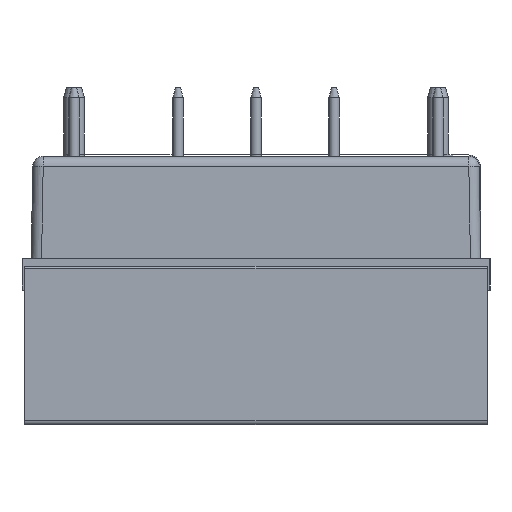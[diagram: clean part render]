
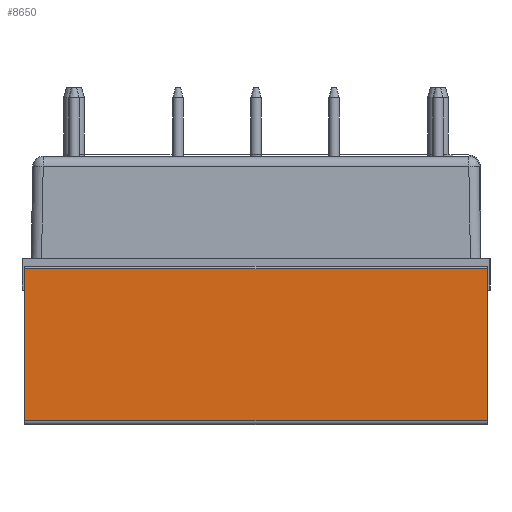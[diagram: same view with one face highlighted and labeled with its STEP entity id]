
A CAD part, left-side view. The second image highlights one B-rep face of the part: STEP entity #8650.
In plain terms, the highlighted planar face has unit normal (-1, 0, 0).
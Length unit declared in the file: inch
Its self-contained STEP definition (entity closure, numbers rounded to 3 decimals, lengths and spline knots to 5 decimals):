
#3369 = CARTESIAN_POINT ( 'NONE',  ( -1.36136, -1.00222, 1.10864 ) ) ;
#3584 = CARTESIAN_POINT ( 'NONE',  ( -1.36136, 0.77778, 1.69364 ) ) ;
#3592 = CARTESIAN_POINT ( 'NONE',  ( -1.36136, -1.00222, 1.69364 ) ) ;
#3727 = LINE ( 'NONE', #3753, #3752 ) ;
#3738 = DIRECTION ( 'NONE',  ( 0., -1., 0. ) ) ;
#3739 = VECTOR ( 'NONE', #3738, 39.37008 ) ;
#3740 = CARTESIAN_POINT ( 'NONE',  ( -1.36136, 0.77778, 1.10864 ) ) ;
#3741 = LINE ( 'NONE', #3740, #3739 ) ;
#3751 = DIRECTION ( 'NONE',  ( 0., -1., 0. ) ) ;
#3752 = VECTOR ( 'NONE', #3751, 39.37008 ) ;
#3753 = CARTESIAN_POINT ( 'NONE',  ( -1.36136, 0.77778, 1.69364 ) ) ;
#3757 = CARTESIAN_POINT ( 'NONE',  ( -1.36136, 0.77778, 1.69364 ) ) ;
#3758 = LINE ( 'NONE', #3757, #3806 ) ;
#3763 = CARTESIAN_POINT ( 'NONE',  ( -1.36136, 0.77778, 1.10864 ) ) ;
#3764 = AXIS2_PLACEMENT_3D ( 'NONE', #3808, #3811, #3809 ) ;
#3804 = PLANE ( 'NONE',  #3764 ) ;
#3805 = DIRECTION ( 'NONE',  ( 0., 0., -1. ) ) ;
#3806 = VECTOR ( 'NONE', #3805, 39.37008 ) ;
#3808 = CARTESIAN_POINT ( 'NONE',  ( -1.36136, 0.77778, 1.69364 ) ) ;
#3809 = DIRECTION ( 'NONE',  ( 0., 1., 0. ) ) ;
#3811 = DIRECTION ( 'NONE',  ( -1., 0., 0. ) ) ;
#3813 = FACE_OUTER_BOUND ( 'NONE', #8585, .T. ) ;
#3829 = DIRECTION ( 'NONE',  ( 0., 0., -1. ) ) ;
#3831 = VECTOR ( 'NONE', #3829, 39.37008 ) ;
#3833 = CARTESIAN_POINT ( 'NONE',  ( -1.36136, -1.00222, 1.69364 ) ) ;
#3840 = LINE ( 'NONE', #3833, #3831 ) ;
#8542 = VERTEX_POINT ( 'NONE', #3369 ) ;
#8578 = ORIENTED_EDGE ( 'NONE', *, *, #8659, .F. ) ;
#8581 = VERTEX_POINT ( 'NONE', #3584 ) ;
#8585 = EDGE_LOOP ( 'NONE', ( #8578, #8651, #8653, #8635 ) ) ;
#8607 = VERTEX_POINT ( 'NONE', #3592 ) ;
#8633 = EDGE_CURVE ( 'NONE', #8645, #8542, #3741, .T. ) ;
#8635 = ORIENTED_EDGE ( 'NONE', *, *, #8633, .T. ) ;
#8645 = VERTEX_POINT ( 'NONE', #3763 ) ;
#8646 = EDGE_CURVE ( 'NONE', #8581, #8607, #3727, .T. ) ;
#8649 = EDGE_CURVE ( 'NONE', #8581, #8645, #3758, .T. ) ;
#8650 = ADVANCED_FACE ( 'NONE', ( #3813 ), #3804, .T. ) ;
#8651 = ORIENTED_EDGE ( 'NONE', *, *, #8646, .F. ) ;
#8653 = ORIENTED_EDGE ( 'NONE', *, *, #8649, .T. ) ;
#8659 = EDGE_CURVE ( 'NONE', #8607, #8542, #3840, .T. ) ;
